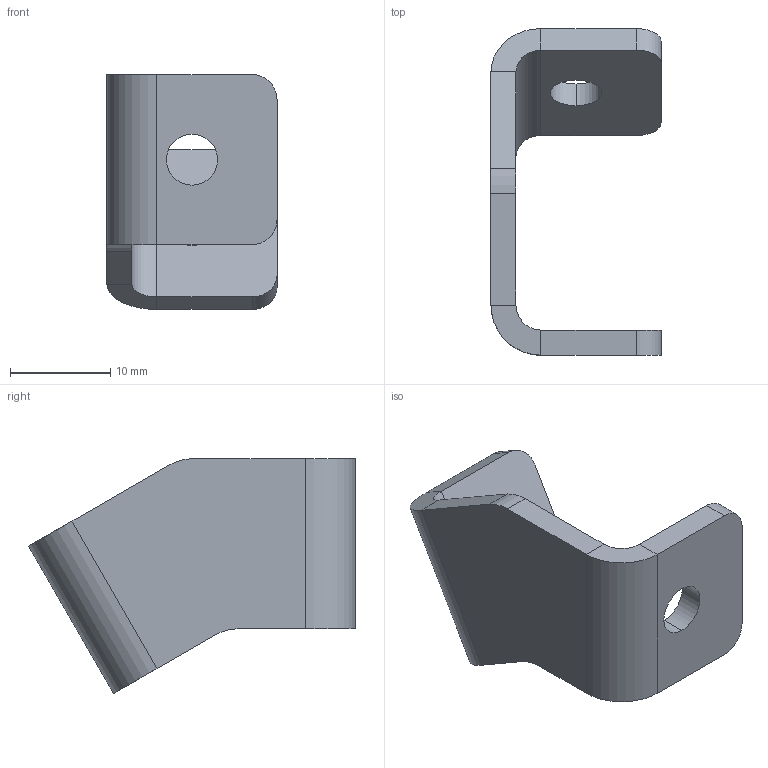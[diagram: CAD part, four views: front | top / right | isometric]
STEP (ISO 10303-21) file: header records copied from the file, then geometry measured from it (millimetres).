
FILE_DESCRIPTION (( 'STEP AP214' ), '1' );
FILE_NAME ('A610 Óãëîâîé ñîåäèíèòåëü ñòàëüíîé 30°, 20õ20õ32, ïàç 6.STEP', '2022-07-19T08:15:50', ( 'Ñòàñ' ), ( '' ), 'SwSTEP 2.0', 'SolidWorks 2021', '' );
FILE_SCHEMA (( 'AUTOMOTIVE_DESIGN' ));
Length unit declared in the file: millimetre
Products named in the file (1): A610 Óãëîâîé ñîåäèíèòåëü ñòàëüíîé 30°, 20õ20õ32, ïàç 6
Bounding box: 17 x 32.66 x 23.47 mm (x, y, z)
Volume: 2274 mm3; surface area: 2254.4 mm2
Topology: 1 solids, 1 shells, 34 faces, 80 edges, 48 vertices
Faces by surface type: plane 20, cylinder 14
Entity records: 1006 total; most frequent: DIRECTION 178, CARTESIAN_POINT 163, ORIENTED_EDGE 160, EDGE_CURVE 80, AXIS2_PLACEMENT_3D 63, LINE 52, VECTOR 52, VERTEX_POINT 48
